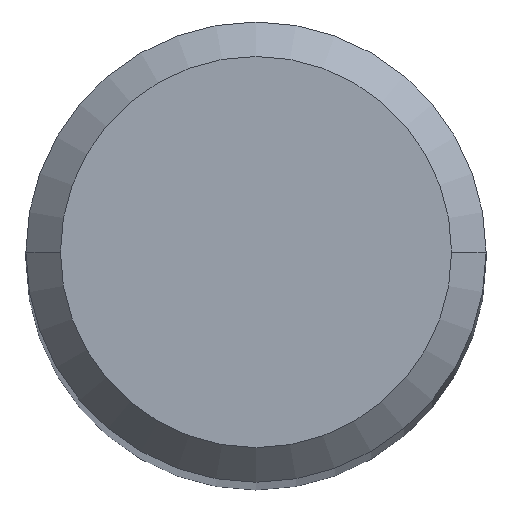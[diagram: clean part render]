
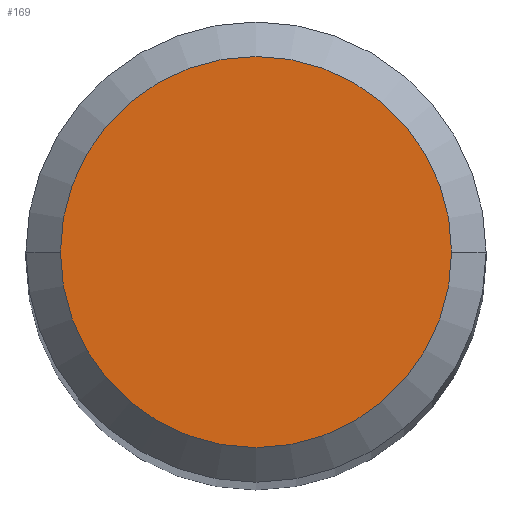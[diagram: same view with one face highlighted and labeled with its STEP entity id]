
A CAD part, top view. The second image highlights one B-rep face of the part: STEP entity #169.
In plain terms, the highlighted planar face has unit normal (0, 0, 1).
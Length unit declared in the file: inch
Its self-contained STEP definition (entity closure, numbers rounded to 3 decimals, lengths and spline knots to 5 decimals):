
#2 = DIRECTION ( 'NONE',  ( 0., 0., 1. ) ) ;
#7 = DIRECTION ( 'NONE',  ( -1., 0., 0. ) ) ;
#27 = PLANE ( 'NONE',  #74 ) ;
#29 = DIRECTION ( 'NONE',  ( 0., 0., 1. ) ) ;
#74 = AXIS2_PLACEMENT_3D ( 'NONE', #176, #406, #7 ) ;
#90 = VERTEX_POINT ( 'NONE', #131 ) ;
#101 = CIRCLE ( 'NONE', #490, 0.05312 ) ;
#111 = CARTESIAN_POINT ( 'NONE',  ( 0., 0., 0. ) ) ;
#131 = CARTESIAN_POINT ( 'NONE',  ( 0.05312, 0., 0. ) ) ;
#139 = CARTESIAN_POINT ( 'NONE',  ( -0.05312, 0., 0. ) ) ;
#157 = EDGE_LOOP ( 'NONE', ( #396, #240 ) ) ;
#169 = ADVANCED_FACE ( 'NONE', ( #241 ), #27, .F. ) ;
#172 = AXIS2_PLACEMENT_3D ( 'NONE', #111, #2, #222 ) ;
#176 = CARTESIAN_POINT ( 'NONE',  ( 0., 0., 0. ) ) ;
#222 = DIRECTION ( 'NONE',  ( 1., 0., 0. ) ) ;
#240 = ORIENTED_EDGE ( 'NONE', *, *, #360, .T. ) ;
#241 = FACE_OUTER_BOUND ( 'NONE', #157, .T. ) ;
#360 = EDGE_CURVE ( 'NONE', #90, #365, #101, .T. ) ;
#365 = VERTEX_POINT ( 'NONE', #139 ) ;
#396 = ORIENTED_EDGE ( 'NONE', *, *, #401, .T. ) ;
#401 = EDGE_CURVE ( 'NONE', #365, #90, #460, .T. ) ;
#406 = DIRECTION ( 'NONE',  ( 0., 0., -1. ) ) ;
#453 = DIRECTION ( 'NONE',  ( 1., 0., 0. ) ) ;
#454 = CARTESIAN_POINT ( 'NONE',  ( 0., 0., 0. ) ) ;
#460 = CIRCLE ( 'NONE', #172, 0.05312 ) ;
#490 = AXIS2_PLACEMENT_3D ( 'NONE', #454, #29, #453 ) ;
